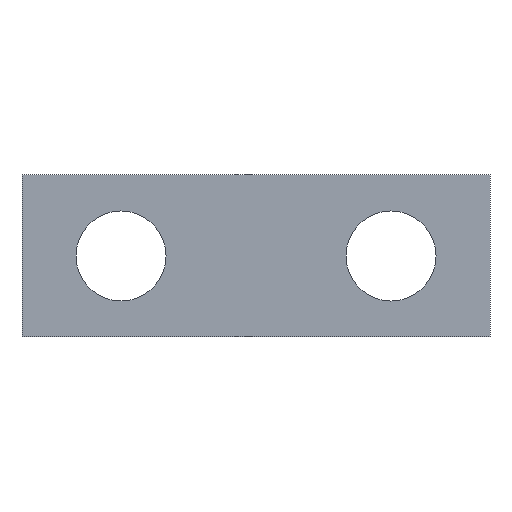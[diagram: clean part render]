
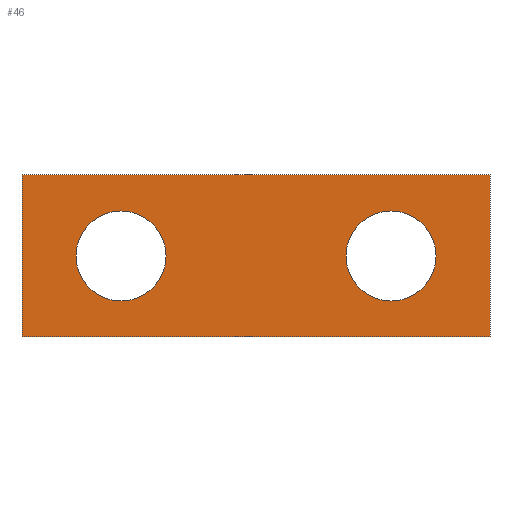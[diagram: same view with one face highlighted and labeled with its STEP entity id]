
A CAD part, left-side view. The second image highlights one B-rep face of the part: STEP entity #46.
In plain terms, the highlighted planar face has unit normal (-1, 0, 0).
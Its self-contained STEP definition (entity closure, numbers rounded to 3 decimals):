
#1 = ORIENTED_EDGE ( 'NONE', *, *, #379, .T. ) ;
#7 = DIRECTION ( 'NONE',  ( 1., 0., 0. ) ) ;
#14 = DIRECTION ( 'NONE',  ( 0., 0., -1. ) ) ;
#15 = LINE ( 'NONE', #290, #234 ) ;
#18 = CARTESIAN_POINT ( 'NONE',  ( 0., -26., 9. ) ) ;
#24 = VERTEX_POINT ( 'NONE', #39 ) ;
#27 = DIRECTION ( 'NONE',  ( 1., 0., 0. ) ) ;
#29 = CARTESIAN_POINT ( 'NONE',  ( 0., 15., -5. ) ) ;
#32 = LINE ( 'NONE', #150, #96 ) ;
#39 = CARTESIAN_POINT ( 'NONE',  ( 0., 26., -9. ) ) ;
#40 = DIRECTION ( 'NONE',  ( 0., 0., -1. ) ) ;
#44 = DIRECTION ( 'NONE',  ( 0., 0., -1. ) ) ;
#46 = ADVANCED_FACE ( 'NONE', ( #83, #365, #178 ), #301, .F. ) ;
#50 = CIRCLE ( 'NONE', #271, 5. ) ;
#51 = CIRCLE ( 'NONE', #137, 5. ) ;
#55 = ORIENTED_EDGE ( 'NONE', *, *, #383, .T. ) ;
#60 = VERTEX_POINT ( 'NONE', #239 ) ;
#62 = DIRECTION ( 'NONE',  ( 0., 0., 1. ) ) ;
#69 = CARTESIAN_POINT ( 'NONE',  ( 0., -15., 0. ) ) ;
#79 = CARTESIAN_POINT ( 'NONE',  ( 0., 15., 5. ) ) ;
#81 = ORIENTED_EDGE ( 'NONE', *, *, #186, .F. ) ;
#83 = FACE_BOUND ( 'NONE', #84, .T. ) ;
#84 = EDGE_LOOP ( 'NONE', ( #249, #1 ) ) ;
#92 = EDGE_LOOP ( 'NONE', ( #356, #55 ) ) ;
#96 = VECTOR ( 'NONE', #223, 1000. ) ;
#98 = EDGE_CURVE ( 'NONE', #130, #359, #163, .T. ) ;
#99 = DIRECTION ( 'NONE',  ( 0., 0., -1. ) ) ;
#130 = VERTEX_POINT ( 'NONE', #325 ) ;
#135 = CARTESIAN_POINT ( 'NONE',  ( 0., 15., 0. ) ) ;
#136 = VERTEX_POINT ( 'NONE', #376 ) ;
#137 = AXIS2_PLACEMENT_3D ( 'NONE', #316, #27, #146 ) ;
#138 = CARTESIAN_POINT ( 'NONE',  ( 0., -26., -9. ) ) ;
#139 = AXIS2_PLACEMENT_3D ( 'NONE', #305, #302, #40 ) ;
#144 = LINE ( 'NONE', #18, #263 ) ;
#145 = ORIENTED_EDGE ( 'NONE', *, *, #348, .F. ) ;
#146 = DIRECTION ( 'NONE',  ( 0., 0., -1. ) ) ;
#150 = CARTESIAN_POINT ( 'NONE',  ( 0., -26., -9. ) ) ;
#157 = AXIS2_PLACEMENT_3D ( 'NONE', #69, #268, #99 ) ;
#163 = CIRCLE ( 'NONE', #157, 5. ) ;
#178 = FACE_BOUND ( 'NONE', #92, .T. ) ;
#182 = EDGE_LOOP ( 'NONE', ( #145, #81, #232, #275 ) ) ;
#186 = EDGE_CURVE ( 'NONE', #24, #136, #15, .T. ) ;
#217 = VERTEX_POINT ( 'NONE', #29 ) ;
#223 = DIRECTION ( 'NONE',  ( 0., 1., 0. ) ) ;
#232 = ORIENTED_EDGE ( 'NONE', *, *, #266, .F. ) ;
#234 = VECTOR ( 'NONE', #62, 1000. ) ;
#239 = CARTESIAN_POINT ( 'NONE',  ( 0., -26., 9. ) ) ;
#245 = DIRECTION ( 'NONE',  ( 0., 0., -1. ) ) ;
#249 = ORIENTED_EDGE ( 'NONE', *, *, #276, .T. ) ;
#250 = DIRECTION ( 'NONE',  ( 0., -1., 0. ) ) ;
#258 = AXIS2_PLACEMENT_3D ( 'NONE', #135, #337, #44 ) ;
#263 = VECTOR ( 'NONE', #250, 1000. ) ;
#266 = EDGE_CURVE ( 'NONE', #310, #24, #32, .T. ) ;
#268 = DIRECTION ( 'NONE',  ( 1., 0., 0. ) ) ;
#271 = AXIS2_PLACEMENT_3D ( 'NONE', #363, #7, #245 ) ;
#275 = ORIENTED_EDGE ( 'NONE', *, *, #374, .F. ) ;
#276 = EDGE_CURVE ( 'NONE', #287, #217, #51, .T. ) ;
#278 = CARTESIAN_POINT ( 'NONE',  ( 0., -26., -9. ) ) ;
#287 = VERTEX_POINT ( 'NONE', #79 ) ;
#290 = CARTESIAN_POINT ( 'NONE',  ( 0., 26., -9. ) ) ;
#294 = LINE ( 'NONE', #138, #372 ) ;
#301 = PLANE ( 'NONE',  #139 ) ;
#302 = DIRECTION ( 'NONE',  ( 1., 0., 0. ) ) ;
#305 = CARTESIAN_POINT ( 'NONE',  ( 0., 0., 0. ) ) ;
#310 = VERTEX_POINT ( 'NONE', #278 ) ;
#316 = CARTESIAN_POINT ( 'NONE',  ( 0., 15., 0. ) ) ;
#325 = CARTESIAN_POINT ( 'NONE',  ( 0., -15., 5. ) ) ;
#337 = DIRECTION ( 'NONE',  ( 1., 0., 0. ) ) ;
#348 = EDGE_CURVE ( 'NONE', #136, #60, #144, .T. ) ;
#356 = ORIENTED_EDGE ( 'NONE', *, *, #98, .T. ) ;
#358 = CIRCLE ( 'NONE', #258, 5. ) ;
#359 = VERTEX_POINT ( 'NONE', #370 ) ;
#363 = CARTESIAN_POINT ( 'NONE',  ( 0., -15., 0. ) ) ;
#365 = FACE_OUTER_BOUND ( 'NONE', #182, .T. ) ;
#370 = CARTESIAN_POINT ( 'NONE',  ( 0., -15., -5. ) ) ;
#372 = VECTOR ( 'NONE', #14, 1000. ) ;
#374 = EDGE_CURVE ( 'NONE', #60, #310, #294, .T. ) ;
#376 = CARTESIAN_POINT ( 'NONE',  ( 0., 26., 9. ) ) ;
#379 = EDGE_CURVE ( 'NONE', #217, #287, #358, .T. ) ;
#383 = EDGE_CURVE ( 'NONE', #359, #130, #50, .T. ) ;
